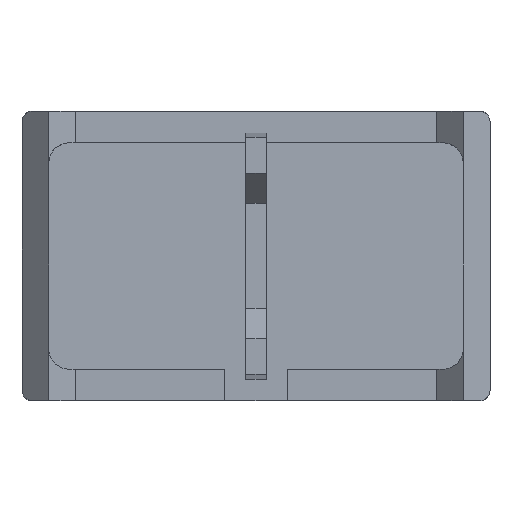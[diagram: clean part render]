
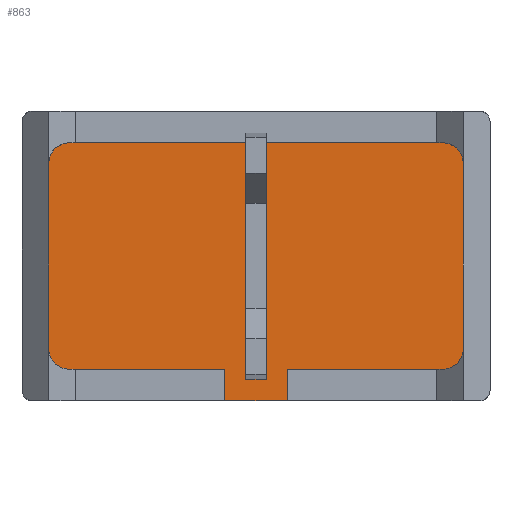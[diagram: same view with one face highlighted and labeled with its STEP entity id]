
A CAD part, top view. The second image highlights one B-rep face of the part: STEP entity #863.
In plain terms, the highlighted planar face has unit normal (0, 0, 1).
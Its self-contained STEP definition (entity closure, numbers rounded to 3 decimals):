
#17 = ORIENTED_EDGE ( 'NONE', *, *, #1767, .T. ) ;
#46 = EDGE_CURVE ( 'NONE', #232, #1516, #551, .T. ) ;
#57 = AXIS2_PLACEMENT_3D ( 'NONE', #1785, #978, #1558 ) ;
#58 = VECTOR ( 'NONE', #1348, 1000. ) ;
#70 = VERTEX_POINT ( 'NONE', #1142 ) ;
#78 = VERTEX_POINT ( 'NONE', #1953 ) ;
#97 = VERTEX_POINT ( 'NONE', #1737 ) ;
#110 = EDGE_CURVE ( 'NONE', #2047, #78, #859, .T. ) ;
#139 = DIRECTION ( 'NONE',  ( -1., 0., 0. ) ) ;
#166 = VERTEX_POINT ( 'NONE', #778 ) ;
#176 = EDGE_CURVE ( 'NONE', #2397, #2156, #334, .T. ) ;
#179 = VECTOR ( 'NONE', #275, 1000. ) ;
#193 = DIRECTION ( 'NONE',  ( -1., 0., 0. ) ) ;
#200 = CARTESIAN_POINT ( 'NONE',  ( -17.757, 8.8, -1. ) ) ;
#209 = DIRECTION ( 'NONE',  ( -1., 0., 0. ) ) ;
#214 = EDGE_CURVE ( 'NONE', #497, #97, #517, .T. ) ;
#229 = DIRECTION ( 'NONE',  ( 0., 0., 1. ) ) ;
#232 = VERTEX_POINT ( 'NONE', #2393 ) ;
#256 = VERTEX_POINT ( 'NONE', #1184 ) ;
#262 = CARTESIAN_POINT ( 'NONE',  ( -19.757, 8.8, -1. ) ) ;
#266 = CARTESIAN_POINT ( 'NONE',  ( 1., -10.8, -1. ) ) ;
#275 = DIRECTION ( 'NONE',  ( 0., -1., 0. ) ) ;
#277 = EDGE_CURVE ( 'NONE', #256, #497, #1381, .T. ) ;
#292 = ORIENTED_EDGE ( 'NONE', *, *, #301, .T. ) ;
#301 = EDGE_CURVE ( 'NONE', #2558, #2297, #891, .T. ) ;
#312 = DIRECTION ( 'NONE',  ( -1., 0., 0. ) ) ;
#324 = ORIENTED_EDGE ( 'NONE', *, *, #2483, .T. ) ;
#334 = CIRCLE ( 'NONE', #1924, 2. ) ;
#338 = CARTESIAN_POINT ( 'NONE',  ( 3., -10.8, -1. ) ) ;
#342 = EDGE_CURVE ( 'NONE', #1516, #1213, #767, .T. ) ;
#369 = ORIENTED_EDGE ( 'NONE', *, *, #455, .T. ) ;
#373 = ORIENTED_EDGE ( 'NONE', *, *, #176, .T. ) ;
#393 = LINE ( 'NONE', #338, #457 ) ;
#405 = CARTESIAN_POINT ( 'NONE',  ( -3., -13.8, -1. ) ) ;
#428 = VECTOR ( 'NONE', #312, 1000. ) ;
#455 = EDGE_CURVE ( 'NONE', #2156, #2558, #1251, .T. ) ;
#457 = VECTOR ( 'NONE', #1112, 1000. ) ;
#465 = CARTESIAN_POINT ( 'NONE',  ( 17.757, -10.8, -1. ) ) ;
#497 = VERTEX_POINT ( 'NONE', #465 ) ;
#517 = CIRCLE ( 'NONE', #57, 2. ) ;
#551 = LINE ( 'NONE', #1085, #988 ) ;
#599 = VERTEX_POINT ( 'NONE', #1856 ) ;
#607 = DIRECTION ( 'NONE',  ( -1., 0., 0. ) ) ;
#615 = DIRECTION ( 'NONE',  ( 0., 0., 1. ) ) ;
#621 = CARTESIAN_POINT ( 'NONE',  ( 17.214, -10.8, -1. ) ) ;
#622 = ORIENTED_EDGE ( 'NONE', *, *, #110, .T. ) ;
#624 = CARTESIAN_POINT ( 'NONE',  ( 17.214, -10.8, -1. ) ) ;
#636 = CARTESIAN_POINT ( 'NONE',  ( -3., -10.8, -1. ) ) ;
#662 = CARTESIAN_POINT ( 'NONE',  ( -19.757, -10.8, -1. ) ) ;
#748 = ORIENTED_EDGE ( 'NONE', *, *, #1799, .T. ) ;
#767 = LINE ( 'NONE', #266, #1744 ) ;
#778 = CARTESIAN_POINT ( 'NONE',  ( -1., 10.8, -1. ) ) ;
#811 = DIRECTION ( 'NONE',  ( 0., 0., 1. ) ) ;
#843 = CARTESIAN_POINT ( 'NONE',  ( -17.757, 10.8, -1. ) ) ;
#857 = VECTOR ( 'NONE', #1991, 1000. ) ;
#859 = LINE ( 'NONE', #2342, #58 ) ;
#863 = ADVANCED_FACE ( 'NONE', ( #1807 ), #2205, .T. ) ;
#891 = CIRCLE ( 'NONE', #987, 2. ) ;
#901 = DIRECTION ( 'NONE',  ( 0., -1., 0. ) ) ;
#946 = ORIENTED_EDGE ( 'NONE', *, *, #277, .T. ) ;
#978 = DIRECTION ( 'NONE',  ( 0., 0., 1. ) ) ;
#987 = AXIS2_PLACEMENT_3D ( 'NONE', #2172, #989, #209 ) ;
#988 = VECTOR ( 'NONE', #139, 1000. ) ;
#989 = DIRECTION ( 'NONE',  ( 0., 0., 1. ) ) ;
#1026 = VECTOR ( 'NONE', #2362, 1000. ) ;
#1032 = DIRECTION ( 'NONE',  ( 0., -1., 0. ) ) ;
#1034 = DIRECTION ( 'NONE',  ( 1., 0., 0. ) ) ;
#1040 = EDGE_CURVE ( 'NONE', #1213, #70, #1222, .T. ) ;
#1085 = CARTESIAN_POINT ( 'NONE',  ( 17.214, 10.8, -1. ) ) ;
#1089 = ORIENTED_EDGE ( 'NONE', *, *, #2039, .T. ) ;
#1112 = DIRECTION ( 'NONE',  ( 0., 1., 0. ) ) ;
#1142 = CARTESIAN_POINT ( 'NONE',  ( -1., -11.744, -1. ) ) ;
#1150 = ORIENTED_EDGE ( 'NONE', *, *, #1234, .T. ) ;
#1184 = CARTESIAN_POINT ( 'NONE',  ( 3., -10.8, -1. ) ) ;
#1213 = VERTEX_POINT ( 'NONE', #1966 ) ;
#1214 = AXIS2_PLACEMENT_3D ( 'NONE', #1984, #615, #607 ) ;
#1222 = LINE ( 'NONE', #2305, #2286 ) ;
#1234 = EDGE_CURVE ( 'NONE', #2297, #2332, #2092, .T. ) ;
#1249 = VECTOR ( 'NONE', #1034, 1000. ) ;
#1251 = LINE ( 'NONE', #662, #179 ) ;
#1325 = AXIS2_PLACEMENT_3D ( 'NONE', #621, #229, #2018 ) ;
#1348 = DIRECTION ( 'NONE',  ( 1., 0., 0. ) ) ;
#1381 = LINE ( 'NONE', #2204, #857 ) ;
#1435 = ORIENTED_EDGE ( 'NONE', *, *, #2032, .T. ) ;
#1488 = CARTESIAN_POINT ( 'NONE',  ( 17.214, 10.8, -1. ) ) ;
#1516 = VERTEX_POINT ( 'NONE', #1963 ) ;
#1537 = ORIENTED_EDGE ( 'NONE', *, *, #1040, .T. ) ;
#1538 = LINE ( 'NONE', #1772, #1026 ) ;
#1558 = DIRECTION ( 'NONE',  ( -1., 0., 0. ) ) ;
#1599 = ORIENTED_EDGE ( 'NONE', *, *, #214, .T. ) ;
#1722 = VECTOR ( 'NONE', #901, 1000. ) ;
#1737 = CARTESIAN_POINT ( 'NONE',  ( 19.757, -8.8, -1. ) ) ;
#1741 = EDGE_CURVE ( 'NONE', #70, #166, #2259, .T. ) ;
#1744 = VECTOR ( 'NONE', #1032, 1000. ) ;
#1767 = EDGE_CURVE ( 'NONE', #78, #256, #393, .T. ) ;
#1772 = CARTESIAN_POINT ( 'NONE',  ( 19.757, -10.8, -1. ) ) ;
#1785 = CARTESIAN_POINT ( 'NONE',  ( 17.757, -8.8, -1. ) ) ;
#1799 = EDGE_CURVE ( 'NONE', #166, #2397, #2449, .T. ) ;
#1807 = FACE_OUTER_BOUND ( 'NONE', #2045, .T. ) ;
#1856 = CARTESIAN_POINT ( 'NONE',  ( 19.757, 8.8, -1. ) ) ;
#1874 = CARTESIAN_POINT ( 'NONE',  ( -3., -10.8, -1. ) ) ;
#1906 = CARTESIAN_POINT ( 'NONE',  ( -19.757, -8.8, -1. ) ) ;
#1918 = DIRECTION ( 'NONE',  ( 0., 1., 0. ) ) ;
#1924 = AXIS2_PLACEMENT_3D ( 'NONE', #200, #811, #193 ) ;
#1953 = CARTESIAN_POINT ( 'NONE',  ( 3., -13.8, -1. ) ) ;
#1963 = CARTESIAN_POINT ( 'NONE',  ( 1., 10.8, -1. ) ) ;
#1966 = CARTESIAN_POINT ( 'NONE',  ( 1., -11.744, -1. ) ) ;
#1984 = CARTESIAN_POINT ( 'NONE',  ( 17.757, 8.8, -1. ) ) ;
#1991 = DIRECTION ( 'NONE',  ( 1., 0., 0. ) ) ;
#2014 = LINE ( 'NONE', #1874, #1722 ) ;
#2018 = DIRECTION ( 'NONE',  ( 1., 0., 0. ) ) ;
#2032 = EDGE_CURVE ( 'NONE', #97, #599, #1538, .T. ) ;
#2039 = EDGE_CURVE ( 'NONE', #599, #232, #2517, .T. ) ;
#2045 = EDGE_LOOP ( 'NONE', ( #2340, #2075, #1537, #2179, #748, #373, #369, #292, #1150, #324, #622, #17, #946, #1599, #1435, #1089 ) ) ;
#2047 = VERTEX_POINT ( 'NONE', #405 ) ;
#2070 = VECTOR ( 'NONE', #1918, 1000. ) ;
#2075 = ORIENTED_EDGE ( 'NONE', *, *, #342, .T. ) ;
#2092 = LINE ( 'NONE', #624, #1249 ) ;
#2156 = VERTEX_POINT ( 'NONE', #262 ) ;
#2172 = CARTESIAN_POINT ( 'NONE',  ( -17.757, -8.8, -1. ) ) ;
#2179 = ORIENTED_EDGE ( 'NONE', *, *, #1741, .T. ) ;
#2190 = CARTESIAN_POINT ( 'NONE',  ( -17.757, -10.8, -1. ) ) ;
#2204 = CARTESIAN_POINT ( 'NONE',  ( 17.214, -10.8, -1. ) ) ;
#2205 = PLANE ( 'NONE',  #1325 ) ;
#2259 = LINE ( 'NONE', #2507, #2070 ) ;
#2286 = VECTOR ( 'NONE', #2296, 1000. ) ;
#2296 = DIRECTION ( 'NONE',  ( -1., 0., 0. ) ) ;
#2297 = VERTEX_POINT ( 'NONE', #2190 ) ;
#2305 = CARTESIAN_POINT ( 'NONE',  ( 17.214, -11.744, -1. ) ) ;
#2332 = VERTEX_POINT ( 'NONE', #636 ) ;
#2340 = ORIENTED_EDGE ( 'NONE', *, *, #46, .T. ) ;
#2342 = CARTESIAN_POINT ( 'NONE',  ( 17.214, -13.8, -1. ) ) ;
#2362 = DIRECTION ( 'NONE',  ( 0., 1., 0. ) ) ;
#2393 = CARTESIAN_POINT ( 'NONE',  ( 17.757, 10.8, -1. ) ) ;
#2397 = VERTEX_POINT ( 'NONE', #843 ) ;
#2449 = LINE ( 'NONE', #1488, #428 ) ;
#2483 = EDGE_CURVE ( 'NONE', #2332, #2047, #2014, .T. ) ;
#2507 = CARTESIAN_POINT ( 'NONE',  ( -1., -10.8, -1. ) ) ;
#2517 = CIRCLE ( 'NONE', #1214, 2. ) ;
#2558 = VERTEX_POINT ( 'NONE', #1906 ) ;
